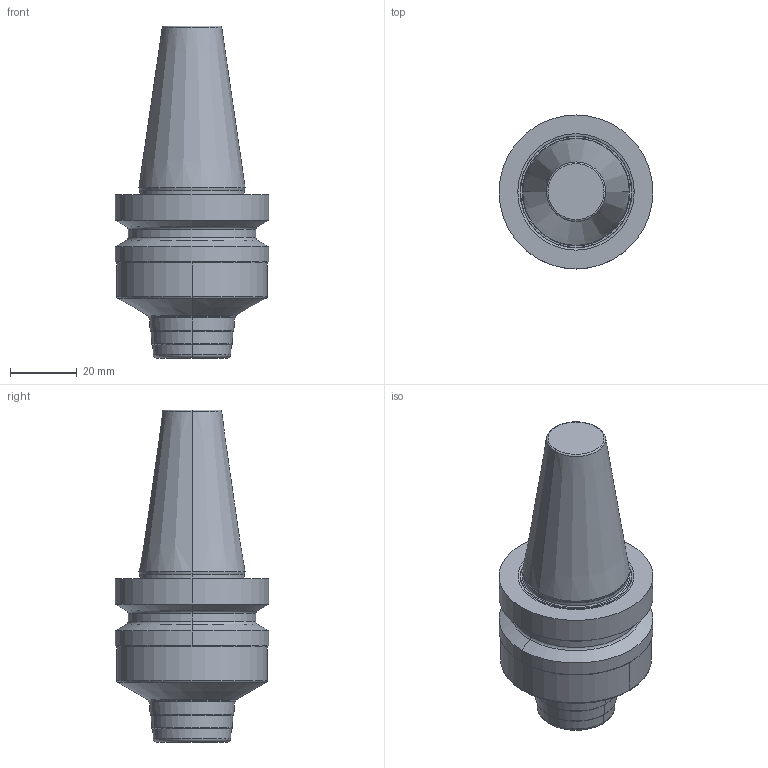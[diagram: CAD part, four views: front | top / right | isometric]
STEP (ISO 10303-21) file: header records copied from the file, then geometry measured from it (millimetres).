
FILE_DESCRIPTION((''),'2;1');
FILE_NAME('30526712','2022-03-16T10:53:29',('bahnemannr'),(''),'CREO PARAMETRIC BY PTC INC, 2019030','CREO PARAMETRIC BY PTC INC, 2019030','');
FILE_SCHEMA(('AP242_MANAGED_MODEL_BASED_3D_ENGINEERING_MIM_LF { 1 0 10303 442 1 1 4 }'));
Length unit declared in the file: millimetre
Products named in the file (1): 30526712
Bounding box: 46 x 46 x 99.2 mm (x, y, z)
Volume: 82971.4 mm3; surface area: 13316.4 mm2
Topology: 1 solids, 1 shells, 69 faces, 136 edges, 76 vertices
Faces by surface type: torus 28, cone 18, cylinder 14, plane 9
Entity records: 2822 total; most frequent: DIRECTION 386, CARTESIAN_POINT 287, ORIENTED_EDGE 272, AXIS2_PLACEMENT_3D 177, PRESENTATION_STYLE_ASSIGNMENT 140, STYLED_ITEM 140, CURVE_STYLE 139, EDGE_CURVE 136
